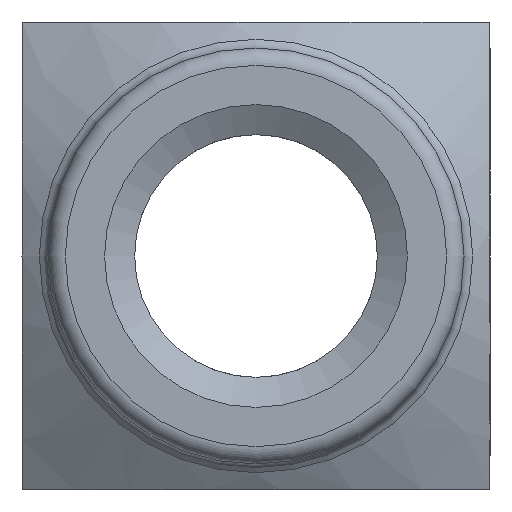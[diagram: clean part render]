
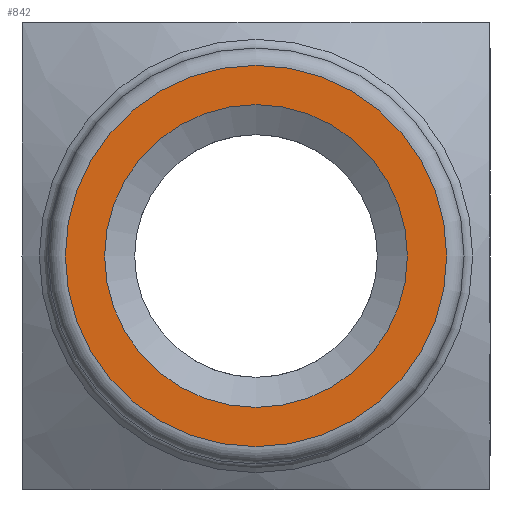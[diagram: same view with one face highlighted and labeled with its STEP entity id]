
A CAD part, front view. The second image highlights one B-rep face of the part: STEP entity #842.
In plain terms, the highlighted planar face has unit normal (0, -1, 0).
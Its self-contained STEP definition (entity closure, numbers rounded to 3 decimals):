
#11 = CIRCLE ( 'NONE', #664, 8.732 ) ;
#12 = FACE_OUTER_BOUND ( 'NONE', #586, .T. ) ;
#18 = ORIENTED_EDGE ( 'NONE', *, *, #623, .T. ) ;
#39 = ORIENTED_EDGE ( 'NONE', *, *, #771, .F. ) ;
#96 = AXIS2_PLACEMENT_3D ( 'NONE', #863, #646, #221 ) ;
#109 = CIRCLE ( 'NONE', #96, 11. ) ;
#173 = CARTESIAN_POINT ( 'NONE',  ( 0., -56., 0. ) ) ;
#211 = PLANE ( 'NONE',  #880 ) ;
#221 = DIRECTION ( 'NONE',  ( 1., 0., 0. ) ) ;
#226 = CARTESIAN_POINT ( 'NONE',  ( 8.732, -56., 0. ) ) ;
#246 = EDGE_LOOP ( 'NONE', ( #39 ) ) ;
#357 = DIRECTION ( 'NONE',  ( 1., 0., 0. ) ) ;
#426 = CARTESIAN_POINT ( 'NONE',  ( 0., -56., 0. ) ) ;
#498 = VERTEX_POINT ( 'NONE', #711 ) ;
#557 = FACE_BOUND ( 'NONE', #246, .T. ) ;
#586 = EDGE_LOOP ( 'NONE', ( #18 ) ) ;
#623 = EDGE_CURVE ( 'NONE', #498, #498, #109, .T. ) ;
#646 = DIRECTION ( 'NONE',  ( 0., -1., 0. ) ) ;
#664 = AXIS2_PLACEMENT_3D ( 'NONE', #173, #744, #897 ) ;
#698 = DIRECTION ( 'NONE',  ( 0., -1., 0. ) ) ;
#711 = CARTESIAN_POINT ( 'NONE',  ( 11., -56., 0. ) ) ;
#744 = DIRECTION ( 'NONE',  ( 0., -1., 0. ) ) ;
#771 = EDGE_CURVE ( 'NONE', #856, #856, #11, .T. ) ;
#842 = ADVANCED_FACE ( 'NONE', ( #12, #557 ), #211, .T. ) ;
#856 = VERTEX_POINT ( 'NONE', #226 ) ;
#863 = CARTESIAN_POINT ( 'NONE',  ( 0., -56., 0. ) ) ;
#880 = AXIS2_PLACEMENT_3D ( 'NONE', #426, #698, #357 ) ;
#897 = DIRECTION ( 'NONE',  ( 1., 0., 0. ) ) ;
